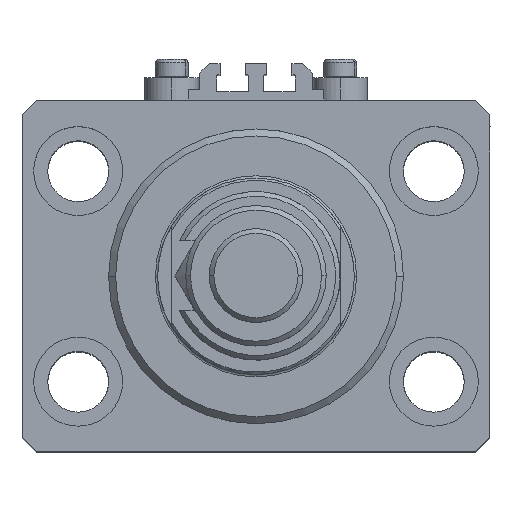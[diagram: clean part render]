
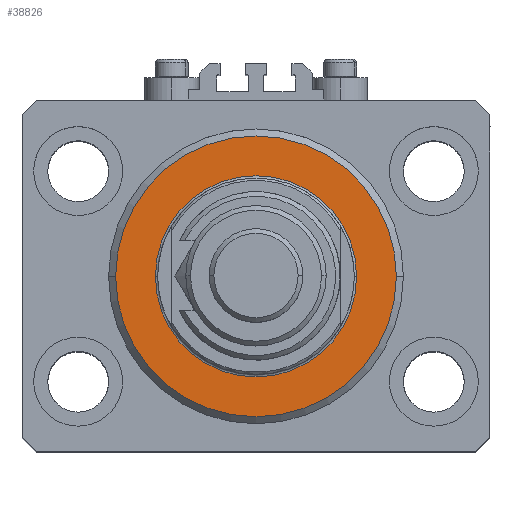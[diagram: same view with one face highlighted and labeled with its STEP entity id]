
A CAD part, top view. The second image highlights one B-rep face of the part: STEP entity #38826.
In plain terms, the highlighted face is planar.
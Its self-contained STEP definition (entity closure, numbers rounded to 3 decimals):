
#345 = CIRCLE ( 'NONE', #38710, 21.5 ) ;
#2658 = CIRCLE ( 'NONE', #5906, 30. ) ;
#3639 = DIRECTION ( 'NONE',  ( 1., 0., 0. ) ) ;
#4105 = CIRCLE ( 'NONE', #34289, 21.5 ) ;
#4572 = CARTESIAN_POINT ( 'NONE',  ( 0., 0., 0. ) ) ;
#5374 = CARTESIAN_POINT ( 'NONE',  ( 0., 0., 0. ) ) ;
#5906 = AXIS2_PLACEMENT_3D ( 'NONE', #45277, #45537, #22536 ) ;
#8169 = DIRECTION ( 'NONE',  ( 1., 0., 0. ) ) ;
#8483 = CIRCLE ( 'NONE', #32122, 30. ) ;
#12296 = DIRECTION ( 'NONE',  ( 0., 0., -1. ) ) ;
#12546 = DIRECTION ( 'NONE',  ( 1., 0., 0. ) ) ;
#13123 = VERTEX_POINT ( 'NONE', #17280 ) ;
#13163 = CARTESIAN_POINT ( 'NONE',  ( 21.5, 0., 0. ) ) ;
#13549 = ORIENTED_EDGE ( 'NONE', *, *, #33552, .T. ) ;
#15578 = PLANE ( 'NONE',  #42131 ) ;
#17280 = CARTESIAN_POINT ( 'NONE',  ( -30., 0., 0. ) ) ;
#20146 = FACE_OUTER_BOUND ( 'NONE', #44532, .T. ) ;
#21916 = CARTESIAN_POINT ( 'NONE',  ( -21.5, 0., 0. ) ) ;
#22536 = DIRECTION ( 'NONE',  ( 1., 0., 0. ) ) ;
#23533 = CARTESIAN_POINT ( 'NONE',  ( 0., 0., 0. ) ) ;
#23651 = VERTEX_POINT ( 'NONE', #13163 ) ;
#23920 = ORIENTED_EDGE ( 'NONE', *, *, #25885, .T. ) ;
#24023 = DIRECTION ( 'NONE',  ( 0., 0., 1. ) ) ;
#25116 = VERTEX_POINT ( 'NONE', #48926 ) ;
#25885 = EDGE_CURVE ( 'NONE', #23651, #39151, #4105, .T. ) ;
#27806 = ORIENTED_EDGE ( 'NONE', *, *, #28161, .T. ) ;
#28161 = EDGE_CURVE ( 'NONE', #25116, #13123, #2658, .T. ) ;
#28564 = DIRECTION ( 'NONE',  ( 0., 0., 1. ) ) ;
#32122 = AXIS2_PLACEMENT_3D ( 'NONE', #5374, #12296, #12546 ) ;
#32610 = EDGE_CURVE ( 'NONE', #13123, #25116, #8483, .T. ) ;
#33456 = ORIENTED_EDGE ( 'NONE', *, *, #32610, .T. ) ;
#33552 = EDGE_CURVE ( 'NONE', #39151, #23651, #345, .T. ) ;
#34289 = AXIS2_PLACEMENT_3D ( 'NONE', #35751, #28564, #8169 ) ;
#34974 = FACE_BOUND ( 'NONE', #38747, .T. ) ;
#35751 = CARTESIAN_POINT ( 'NONE',  ( 0., 0., 0. ) ) ;
#38710 = AXIS2_PLACEMENT_3D ( 'NONE', #23533, #24023, #3639 ) ;
#38747 = EDGE_LOOP ( 'NONE', ( #23920, #13549 ) ) ;
#38826 = ADVANCED_FACE ( 'NONE', ( #34974, #20146 ), #15578, .F. ) ;
#39151 = VERTEX_POINT ( 'NONE', #21916 ) ;
#42131 = AXIS2_PLACEMENT_3D ( 'NONE', #4572, #46717, #47225 ) ;
#44532 = EDGE_LOOP ( 'NONE', ( #27806, #33456 ) ) ;
#45277 = CARTESIAN_POINT ( 'NONE',  ( 0., 0., 0. ) ) ;
#45537 = DIRECTION ( 'NONE',  ( 0., 0., -1. ) ) ;
#46717 = DIRECTION ( 'NONE',  ( 0., 0., 1. ) ) ;
#47225 = DIRECTION ( 'NONE',  ( 1., 0., 0. ) ) ;
#48926 = CARTESIAN_POINT ( 'NONE',  ( 30., 0., 0. ) ) ;
